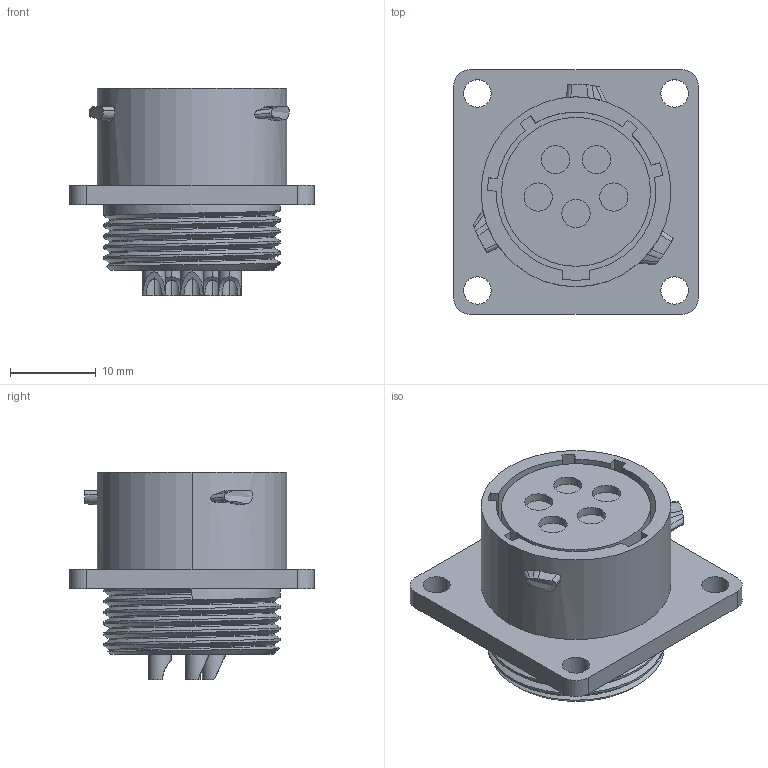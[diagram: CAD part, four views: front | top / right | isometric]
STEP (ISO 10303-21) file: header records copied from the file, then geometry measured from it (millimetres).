
FILE_DESCRIPTION((''),'2;1');
FILE_NAME('UTS014E5S','2011-04-06T',('vsorin'),('SOURIAU'),'PRO/ENGINEER BY PARAMETRIC TECHNOLOGY CORPORATION, 2010140','PRO/ENGINEER BY PARAMETRIC TECHNOLOGY CORPORATION, 2010140','');
FILE_SCHEMA(('CONFIG_CONTROL_DESIGN'));
Length unit declared in the file: millimetre
Products named in the file (1): UTS014E5S
Bounding box: 28.6 x 28.6 x 24.27 mm (x, y, z)
Surface area: 5400.6 mm2 (no closed solid volume)
Topology: 0 solids, 7 shells, 146 faces, 403 edges, 268 vertices
Faces by surface type: cylinder 75, plane 36, bspline 30, extrusion 3, cone 2
Entity records: 8235 total; most frequent: CARTESIAN_POINT 4721, ORIENTED_EDGE 765, DIRECTION 632, EDGE_CURVE 403, VERTEX_POINT 268, AXIS2_PLACEMENT_3D 247, EDGE_LOOP 167, FACE_OUTER_BOUND 146
